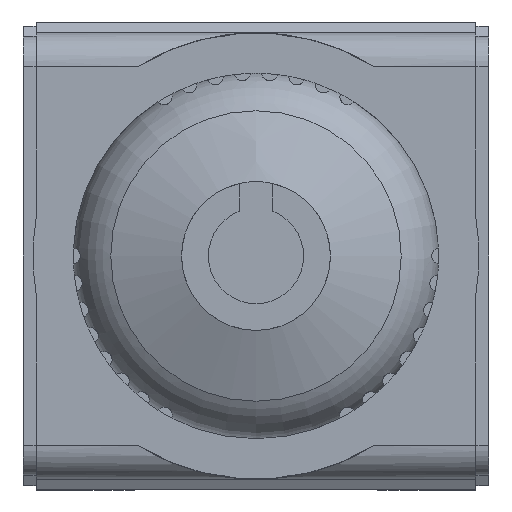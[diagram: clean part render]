
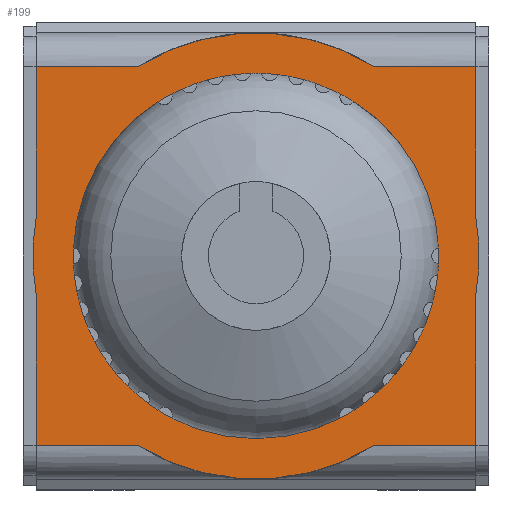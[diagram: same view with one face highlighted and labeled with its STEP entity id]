
A CAD part, front view. The second image highlights one B-rep face of the part: STEP entity #199.
In plain terms, the highlighted planar face has unit normal (0, -1, 0).
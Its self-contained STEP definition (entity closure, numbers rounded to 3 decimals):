
#199 = ADVANCED_FACE( '', ( #581 ), #582, .F. );
#581 = FACE_OUTER_BOUND( '', #1335, .T. );
#582 = PLANE( '', #1336 );
#1335 = EDGE_LOOP( '', ( #2336, #2337, #2338, #2339, #2340, #2341, #2342, #2343, #2344, #2345, #2346, #2347 ) );
#1336 = AXIS2_PLACEMENT_3D( '', #2348, #2349, #2350 );
#2336 = ORIENTED_EDGE( '', *, *, #5071, .T. );
#2337 = ORIENTED_EDGE( '', *, *, #5072, .T. );
#2338 = ORIENTED_EDGE( '', *, *, #5073, .T. );
#2339 = ORIENTED_EDGE( '', *, *, #5074, .T. );
#2340 = ORIENTED_EDGE( '', *, *, #5075, .T. );
#2341 = ORIENTED_EDGE( '', *, *, #5076, .T. );
#2342 = ORIENTED_EDGE( '', *, *, #5068, .F. );
#2343 = ORIENTED_EDGE( '', *, *, #5077, .T. );
#2344 = ORIENTED_EDGE( '', *, *, #5078, .F. );
#2345 = ORIENTED_EDGE( '', *, *, #5079, .F. );
#2346 = ORIENTED_EDGE( '', *, *, #5080, .T. );
#2347 = ORIENTED_EDGE( '', *, *, #5081, .F. );
#2348 = CARTESIAN_POINT( '', ( 32.5, 0., 28. ) );
#2349 = DIRECTION( '', ( 0., 1., 0. ) );
#2350 = DIRECTION( '', ( 0., 0., 1. ) );
#5068 = EDGE_CURVE( '', #6103, #6106, #6107, .T. );
#5071 = EDGE_CURVE( '', #6111, #6112, #6113, .T. );
#5072 = EDGE_CURVE( '', #6112, #6114, #6115, .T. );
#5073 = EDGE_CURVE( '', #6114, #6116, #6117, .T. );
#5074 = EDGE_CURVE( '', #6116, #6118, #6119, .T. );
#5075 = EDGE_CURVE( '', #6118, #6120, #6121, .T. );
#5076 = EDGE_CURVE( '', #6120, #6106, #6122, .T. );
#5077 = EDGE_CURVE( '', #6103, #6123, #6124, .T. );
#5078 = EDGE_CURVE( '', #6125, #6123, #6126, .T. );
#5079 = EDGE_CURVE( '', #6127, #6125, #6128, .T. );
#5080 = EDGE_CURVE( '', #6127, #6129, #6130, .T. );
#5081 = EDGE_CURVE( '', #6111, #6129, #6131, .T. );
#6103 = VERTEX_POINT( '', #7957 );
#6106 = VERTEX_POINT( '', #7979 );
#6107 = LINE( '', #7980, #7981 );
#6111 = VERTEX_POINT( '', #7986 );
#6112 = VERTEX_POINT( '', #7987 );
#6113 = LINE( '', #7988, #7989 );
#6114 = VERTEX_POINT( '', #7990 );
#6115 = CIRCLE( '', #7991, 33. );
#6116 = VERTEX_POINT( '', #7992 );
#6117 = LINE( '', #7993, #7994 );
#6118 = VERTEX_POINT( '', #7995 );
#6119 = LINE( '', #7996, #7997 );
#6120 = VERTEX_POINT( '', #7998 );
#6121 = CIRCLE( '', #7999, 33. );
#6122 = LINE( '', #8000, #8001 );
#6123 = VERTEX_POINT( '', #8002 );
#6124 = CIRCLE( '', #8003, 33. );
#6125 = VERTEX_POINT( '', #8004 );
#6126 = LINE( '', #8005, #8006 );
#6127 = VERTEX_POINT( '', #8007 );
#6128 = LINE( '', #8008, #8009 );
#6129 = VERTEX_POINT( '', #8010 );
#6130 = CIRCLE( '', #8011, 33. );
#6131 = LINE( '', #8012, #8013 );
#7957 = CARTESIAN_POINT( '', ( -17.464, 0., -28. ) );
#7979 = CARTESIAN_POINT( '', ( -32.5, 0., -28. ) );
#7980 = CARTESIAN_POINT( '', ( 32.5, 0., -28. ) );
#7981 = VECTOR( '', #10840, 1000. );
#7986 = CARTESIAN_POINT( '', ( 32.5, 0., 28. ) );
#7987 = CARTESIAN_POINT( '', ( 17.464, 0., 28. ) );
#7988 = CARTESIAN_POINT( '', ( 32.5, 0., 28. ) );
#7989 = VECTOR( '', #10845, 1000. );
#7990 = CARTESIAN_POINT( '', ( -17.464, 0., 28. ) );
#7991 = AXIS2_PLACEMENT_3D( '', #10846, #10847, #10848 );
#7992 = CARTESIAN_POINT( '', ( -32.5, 0., 28. ) );
#7993 = CARTESIAN_POINT( '', ( 32.5, 0., 28. ) );
#7994 = VECTOR( '', #10849, 1000. );
#7995 = CARTESIAN_POINT( '', ( -32.5, 0., 5.723 ) );
#7996 = CARTESIAN_POINT( '', ( -32.5, 0., 28. ) );
#7997 = VECTOR( '', #10850, 1000. );
#7998 = CARTESIAN_POINT( '', ( -32.5, 0., -5.723 ) );
#7999 = AXIS2_PLACEMENT_3D( '', #10851, #10852, #10853 );
#8000 = CARTESIAN_POINT( '', ( -32.5, 0., 28. ) );
#8001 = VECTOR( '', #10854, 1000. );
#8002 = CARTESIAN_POINT( '', ( 17.464, 0., -28. ) );
#8003 = AXIS2_PLACEMENT_3D( '', #10855, #10856, #10857 );
#8004 = CARTESIAN_POINT( '', ( 32.5, 0., -28. ) );
#8005 = CARTESIAN_POINT( '', ( 32.5, 0., -28. ) );
#8006 = VECTOR( '', #10858, 1000. );
#8007 = CARTESIAN_POINT( '', ( 32.5, 0., -5.723 ) );
#8008 = CARTESIAN_POINT( '', ( 32.5, 0., 28. ) );
#8009 = VECTOR( '', #10859, 1000. );
#8010 = CARTESIAN_POINT( '', ( 32.5, 0., 5.723 ) );
#8011 = AXIS2_PLACEMENT_3D( '', #10860, #10861, #10862 );
#8012 = CARTESIAN_POINT( '', ( 32.5, 0., 28. ) );
#8013 = VECTOR( '', #10863, 1000. );
#10840 = DIRECTION( '', ( -1., 0., 0. ) );
#10845 = DIRECTION( '', ( -1., 0., 0. ) );
#10846 = CARTESIAN_POINT( '', ( 0., 0., 0. ) );
#10847 = DIRECTION( '', ( 0., -1., 0. ) );
#10848 = DIRECTION( '', ( 0., 0., -1. ) );
#10849 = DIRECTION( '', ( -1., 0., 0. ) );
#10850 = DIRECTION( '', ( 0., 0., -1. ) );
#10851 = CARTESIAN_POINT( '', ( 0., 0., 0. ) );
#10852 = DIRECTION( '', ( 0., -1., 0. ) );
#10853 = DIRECTION( '', ( 0., 0., -1. ) );
#10854 = DIRECTION( '', ( 0., 0., -1. ) );
#10855 = CARTESIAN_POINT( '', ( 0., 0., 0. ) );
#10856 = DIRECTION( '', ( 0., -1., 0. ) );
#10857 = DIRECTION( '', ( 0., 0., -1. ) );
#10858 = DIRECTION( '', ( -1., 0., 0. ) );
#10859 = DIRECTION( '', ( 0., 0., -1. ) );
#10860 = CARTESIAN_POINT( '', ( 0., 0., 0. ) );
#10861 = DIRECTION( '', ( 0., -1., 0. ) );
#10862 = DIRECTION( '', ( 0., 0., -1. ) );
#10863 = DIRECTION( '', ( 0., 0., -1. ) );
